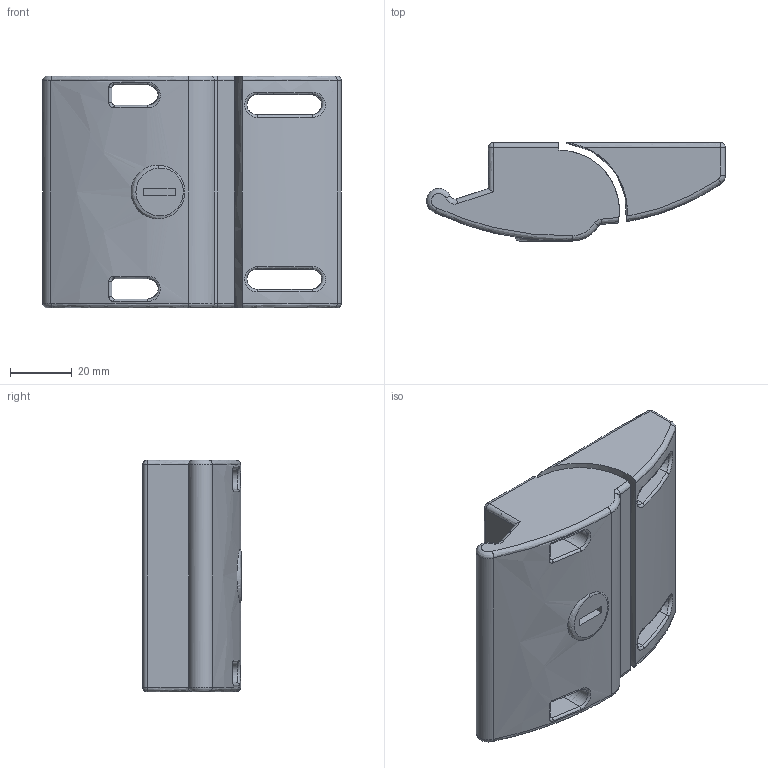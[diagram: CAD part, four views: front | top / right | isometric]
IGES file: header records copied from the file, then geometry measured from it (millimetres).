
Global section: file name: 15AC7966; native system: Autodesk RealDWG; preprocessor: Autodesk Translation Framework DWG producer (atf_dwg_producer); organization: unknown; date: 20200910.125959; units: inch
Bounding box: 96.49 x 31.75 x 74.88 mm (x, y, z)
Volume: 141414.2 mm3; surface area: 29959.4 mm2
Topology: 2 solids, 2 shells, 100 faces, 233 edges, 139 vertices
Faces by surface type: bspline 100
